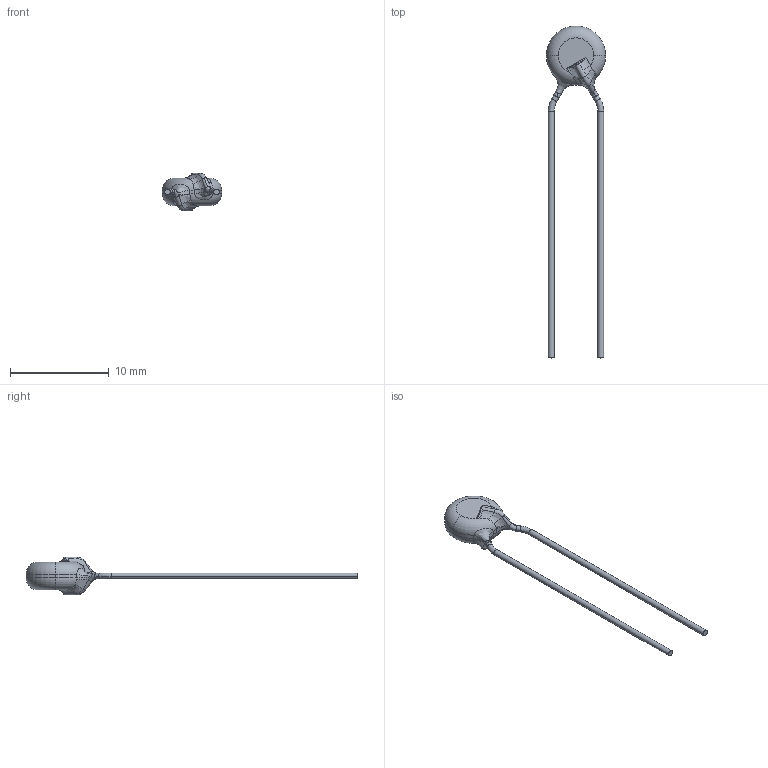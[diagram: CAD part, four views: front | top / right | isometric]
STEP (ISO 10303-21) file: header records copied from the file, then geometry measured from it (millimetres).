
FILE_DESCRIPTION (( 'STEP AP203' ), '1' );
FILE_NAME ('User Library-6mm radial ceramic disc capacitor.STEP', '2019-10-31T23:39:33', ( '' ), ( '' ), 'SwSTEP 2.0', 'SolidWorks 2019', '' );
FILE_SCHEMA (( 'CONFIG_CONTROL_DESIGN' ));
Length unit declared in the file: millimetre
Products named in the file (1): User Library-6mm radial ceramic disc capacitor
Bounding box: 6 x 33.62 x 3.8 mm (x, y, z)
Volume: 88.6 mm3; surface area: 200.4 mm2
Topology: 1 solids, 1 shells, 77 faces, 181 edges, 102 vertices
Faces by surface type: bspline 26, cylinder 23, torus 22, plane 6
Entity records: 2742 total; most frequent: CARTESIAN_POINT 1067, ORIENTED_EDGE 354, DIRECTION 327, EDGE_CURVE 177, AXIS2_PLACEMENT_3D 152, VERTEX_POINT 102, CIRCLE 100, EDGE_LOOP 77
